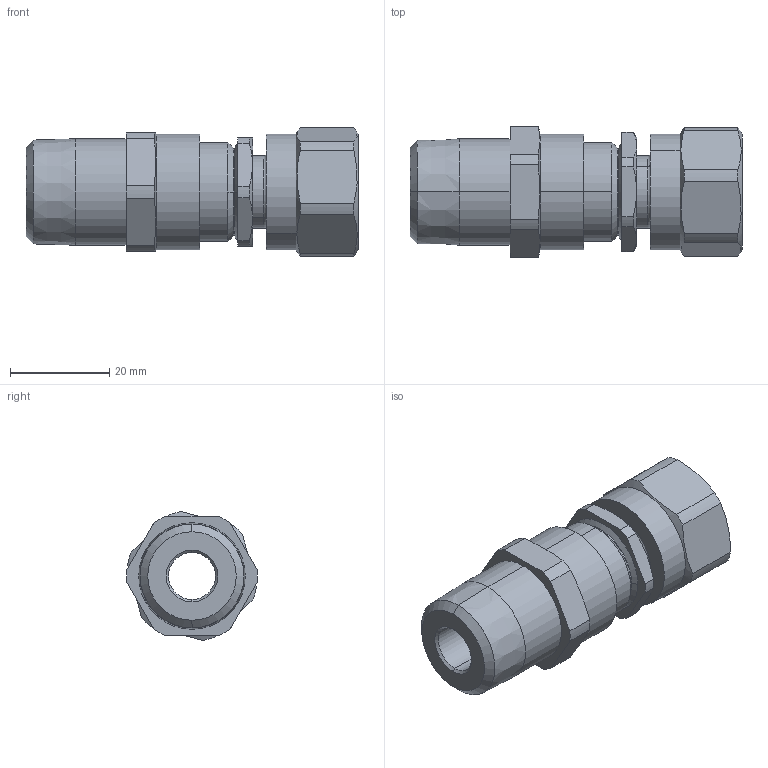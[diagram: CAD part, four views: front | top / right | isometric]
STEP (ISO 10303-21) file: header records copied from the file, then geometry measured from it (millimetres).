
FILE_DESCRIPTION (( 'STEP AP203' ), '1' );
FILE_NAME ('20S16A2FRC1RA.STEP', '2017-01-24T13:13:35', ( '' ), ( '' ), 'SwSTEP 2.0', 'SolidWorks 2014', '' );
FILE_SCHEMA (( 'CONFIG_CONTROL_DESIGN' ));
Length unit declared in the file: millimetre
Products named in the file (1): 20S16A2FRC1RA
Bounding box: 67.06 x 26.39 x 26.04 mm (x, y, z)
Surface area: 8334.7 mm2 (no closed solid volume)
Topology: 0 solids, 3 shells, 89 faces, 222 edges, 140 vertices
Faces by surface type: cylinder 32, cone 30, plane 25, torus 2
Entity records: 2875 total; most frequent: CARTESIAN_POINT 664, DIRECTION 466, ORIENTED_EDGE 432, EDGE_CURVE 222, AXIS2_PLACEMENT_3D 190, VERTEX_POINT 140, CIRCLE 100, EDGE_LOOP 96
